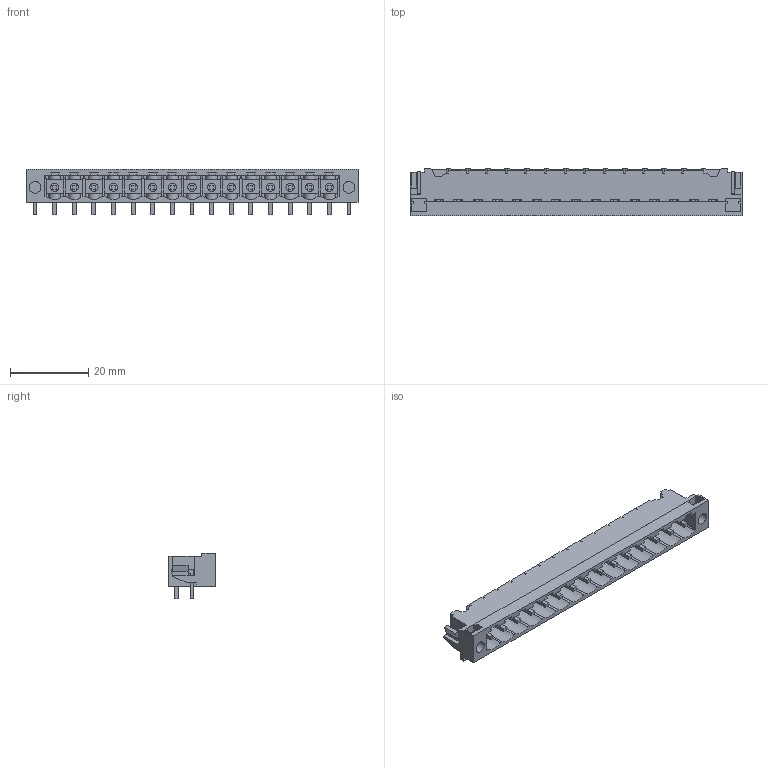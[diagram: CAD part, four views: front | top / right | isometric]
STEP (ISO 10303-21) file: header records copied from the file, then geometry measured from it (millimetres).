
FILE_DESCRIPTION(('CATIA V5 STEP Exchange','CAx-IF Rec.Pracs.--- Model Styling and Organization---1.2---2011-12-15'),'2;1');
FILE_NAME ('7601256_2_1840480000_1840480000.stp','2018-03-08T09:50:03+00:00',('none'),('Weidmueller'),'CATIA Version 5-6 Release 2014','CATIA V5 STEP AP214','none');
FILE_SCHEMA(('AUTOMOTIVE_DESIGN { 1 0 10303 214 1 1 1 1 }'));
Length unit declared in the file: millimetre
Products named in the file (1): 1840480000
Bounding box: 84.6 x 12 x 11.63 mm (x, y, z)
Volume: 3159.1 mm3; surface area: 7379.6 mm2
Topology: 18 solids, 18 shells, 1073 faces, 3334 edges, 2268 vertices
Faces by surface type: plane 886, cylinder 187
Entity records: 34608 total; most frequent: CARTESIAN_POINT 6899, ORIENTED_EDGE 6668, DIRECTION 4365, EDGE_CURVE 3334, VECTOR 2781, LINE 2781, VERTEX_POINT 2268, EDGE_LOOP 1108
